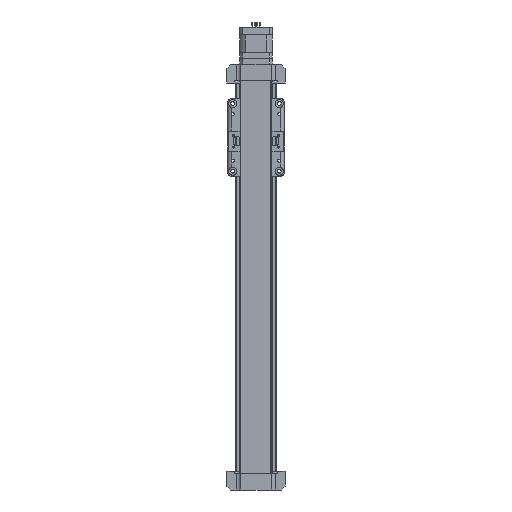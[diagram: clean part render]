
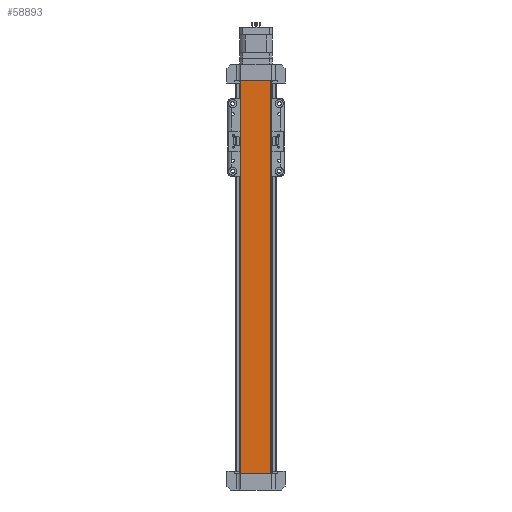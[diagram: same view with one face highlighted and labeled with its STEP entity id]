
A CAD part, front view. The second image highlights one B-rep face of the part: STEP entity #58893.
In plain terms, the highlighted planar face has unit normal (0, -1, 0).
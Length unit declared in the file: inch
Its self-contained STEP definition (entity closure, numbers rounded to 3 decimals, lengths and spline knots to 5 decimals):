
#1511 = CARTESIAN_POINT ( 'NONE',  ( 0.76033, -0.62992, -19.921 ) ) ;
#1640 = CARTESIAN_POINT ( 'NONE',  ( -0.76033, -0.62992, -19.921 ) ) ;
#2856 = LINE ( 'NONE', #26131, #24573 ) ;
#3620 = DIRECTION ( 'NONE',  ( 1., 0., 0. ) ) ;
#3825 = ORIENTED_EDGE ( 'NONE', *, *, #18034, .F. ) ;
#11524 = FACE_OUTER_BOUND ( 'NONE', #30318, .T. ) ;
#12196 = VECTOR ( 'NONE', #19548, 39.37008 ) ;
#13822 = LINE ( 'NONE', #41704, #47048 ) ;
#15188 = VERTEX_POINT ( 'NONE', #20930 ) ;
#17913 = CARTESIAN_POINT ( 'NONE',  ( 0.76033, -0.62992, 0. ) ) ;
#18034 = EDGE_CURVE ( 'NONE', #15188, #67448, #13822, .T. ) ;
#18771 = DIRECTION ( 'NONE',  ( 0., -1., 0. ) ) ;
#19548 = DIRECTION ( 'NONE',  ( 0., 0., 1. ) ) ;
#19572 = LINE ( 'NONE', #1640, #28362 ) ;
#20930 = CARTESIAN_POINT ( 'NONE',  ( -0.76033, -0.62992, -19.921 ) ) ;
#21494 = EDGE_CURVE ( 'NONE', #68393, #59307, #35577, .T. ) ;
#24573 = VECTOR ( 'NONE', #3620, 39.37008 ) ;
#25261 = CARTESIAN_POINT ( 'NONE',  ( 0.76033, -0.62992, -19.921 ) ) ;
#25389 = EDGE_CURVE ( 'NONE', #15188, #68393, #19572, .T. ) ;
#26131 = CARTESIAN_POINT ( 'NONE',  ( -0.76033, -0.62992, 0. ) ) ;
#27294 = ORIENTED_EDGE ( 'NONE', *, *, #25389, .T. ) ;
#28362 = VECTOR ( 'NONE', #36727, 39.37008 ) ;
#30318 = EDGE_LOOP ( 'NONE', ( #72363, #3825, #27294, #52623 ) ) ;
#35548 = PLANE ( 'NONE',  #57109 ) ;
#35577 = LINE ( 'NONE', #25261, #12196 ) ;
#36727 = DIRECTION ( 'NONE',  ( 1., 0., 0. ) ) ;
#41704 = CARTESIAN_POINT ( 'NONE',  ( -0.76033, -0.62992, -19.921 ) ) ;
#42037 = DIRECTION ( 'NONE',  ( 0., 0., -1. ) ) ;
#47048 = VECTOR ( 'NONE', #65000, 39.37008 ) ;
#48368 = EDGE_CURVE ( 'NONE', #67448, #59307, #2856, .T. ) ;
#52623 = ORIENTED_EDGE ( 'NONE', *, *, #21494, .T. ) ;
#54522 = CARTESIAN_POINT ( 'NONE',  ( -0.76033, -0.62992, 0. ) ) ;
#57109 = AXIS2_PLACEMENT_3D ( 'NONE', #64202, #18771, #42037 ) ;
#58893 = ADVANCED_FACE ( 'NONE', ( #11524 ), #35548, .T. ) ;
#59307 = VERTEX_POINT ( 'NONE', #17913 ) ;
#64202 = CARTESIAN_POINT ( 'NONE',  ( -0.76033, -0.62992, -19.921 ) ) ;
#65000 = DIRECTION ( 'NONE',  ( 0., 0., 1. ) ) ;
#67448 = VERTEX_POINT ( 'NONE', #54522 ) ;
#68393 = VERTEX_POINT ( 'NONE', #1511 ) ;
#72363 = ORIENTED_EDGE ( 'NONE', *, *, #48368, .F. ) ;
